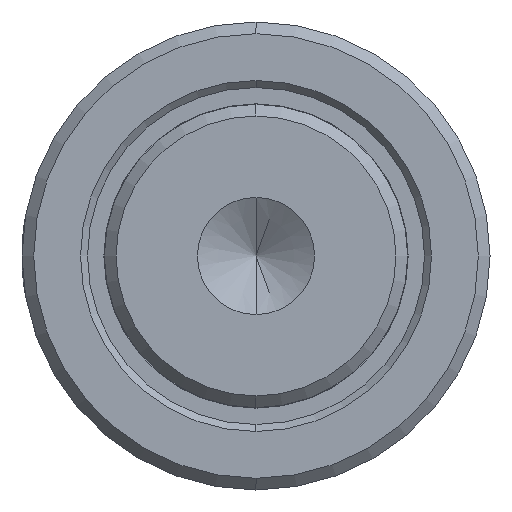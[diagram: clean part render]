
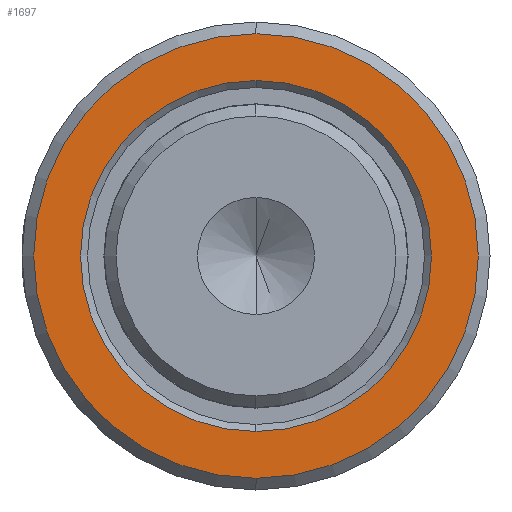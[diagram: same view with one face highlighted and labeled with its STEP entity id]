
A CAD part, left-side view. The second image highlights one B-rep face of the part: STEP entity #1697.
In plain terms, the highlighted planar face has unit normal (-1, 0, 0).
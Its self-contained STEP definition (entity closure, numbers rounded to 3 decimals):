
#12 = DIRECTION ( 'NONE',  ( 0., 0., 1. ) ) ;
#29 = AXIS2_PLACEMENT_3D ( 'NONE', #1056, #177, #1192 ) ;
#101 = EDGE_CURVE ( 'NONE', #1790, #368, #466, .T. ) ;
#177 = DIRECTION ( 'NONE',  ( -1., 0., 0. ) ) ;
#253 = EDGE_CURVE ( 'NONE', #1481, #1502, #1839, .T. ) ;
#316 = AXIS2_PLACEMENT_3D ( 'NONE', #1742, #900, #12 ) ;
#365 = ORIENTED_EDGE ( 'NONE', *, *, #101, .F. ) ;
#368 = VERTEX_POINT ( 'NONE', #1588 ) ;
#398 = ORIENTED_EDGE ( 'NONE', *, *, #253, .T. ) ;
#432 = AXIS2_PLACEMENT_3D ( 'NONE', #1450, #1442, #1342 ) ;
#466 = CIRCLE ( 'NONE', #432, 7.5 ) ;
#554 = ORIENTED_EDGE ( 'NONE', *, *, #1666, .F. ) ;
#577 = FACE_BOUND ( 'NONE', #1463, .T. ) ;
#618 = PLANE ( 'NONE',  #829 ) ;
#768 = DIRECTION ( 'NONE',  ( 0., 0., 1. ) ) ;
#825 = CARTESIAN_POINT ( 'NONE',  ( 10., 0., -7.5 ) ) ;
#829 = AXIS2_PLACEMENT_3D ( 'NONE', #1749, #1623, #768 ) ;
#900 = DIRECTION ( 'NONE',  ( -1., 0., 0. ) ) ;
#911 = EDGE_CURVE ( 'NONE', #1502, #1481, #956, .T. ) ;
#956 = CIRCLE ( 'NONE', #29, 9.5 ) ;
#1056 = CARTESIAN_POINT ( 'NONE',  ( 10., 0., 0. ) ) ;
#1192 = DIRECTION ( 'NONE',  ( 0., 0., 1. ) ) ;
#1342 = DIRECTION ( 'NONE',  ( 0., 0., 1. ) ) ;
#1353 = ORIENTED_EDGE ( 'NONE', *, *, #911, .T. ) ;
#1385 = CIRCLE ( 'NONE', #316, 7.5 ) ;
#1404 = CARTESIAN_POINT ( 'NONE',  ( 10., 0., -9.5 ) ) ;
#1442 = DIRECTION ( 'NONE',  ( -1., 0., 0. ) ) ;
#1450 = CARTESIAN_POINT ( 'NONE',  ( 10., 0., 0. ) ) ;
#1463 = EDGE_LOOP ( 'NONE', ( #554, #365 ) ) ;
#1481 = VERTEX_POINT ( 'NONE', #1687 ) ;
#1502 = VERTEX_POINT ( 'NONE', #1404 ) ;
#1542 = EDGE_LOOP ( 'NONE', ( #1353, #398 ) ) ;
#1584 = AXIS2_PLACEMENT_3D ( 'NONE', #1618, #1609, #1597 ) ;
#1588 = CARTESIAN_POINT ( 'NONE',  ( 10., 0., 7.5 ) ) ;
#1597 = DIRECTION ( 'NONE',  ( 0., 0., 1. ) ) ;
#1609 = DIRECTION ( 'NONE',  ( -1., 0., 0. ) ) ;
#1618 = CARTESIAN_POINT ( 'NONE',  ( 10., 0., 0. ) ) ;
#1623 = DIRECTION ( 'NONE',  ( -1., 0., 0. ) ) ;
#1666 = EDGE_CURVE ( 'NONE', #368, #1790, #1385, .T. ) ;
#1687 = CARTESIAN_POINT ( 'NONE',  ( 10., 0., 9.5 ) ) ;
#1697 = ADVANCED_FACE ( 'NONE', ( #1770, #577 ), #618, .T. ) ;
#1742 = CARTESIAN_POINT ( 'NONE',  ( 10., 0., 0. ) ) ;
#1749 = CARTESIAN_POINT ( 'NONE',  ( 10., -6.5, 0. ) ) ;
#1770 = FACE_OUTER_BOUND ( 'NONE', #1542, .T. ) ;
#1790 = VERTEX_POINT ( 'NONE', #825 ) ;
#1839 = CIRCLE ( 'NONE', #1584, 9.5 ) ;
